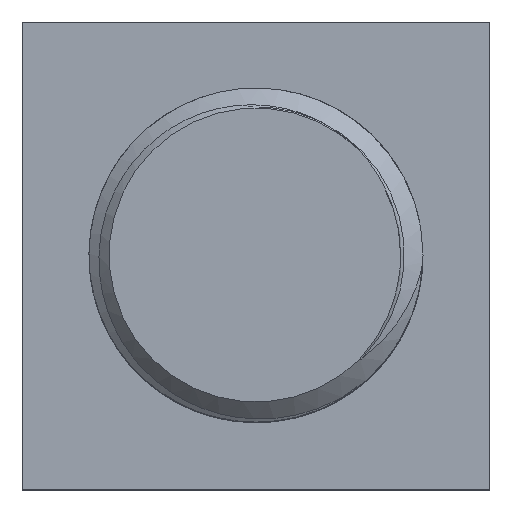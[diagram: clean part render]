
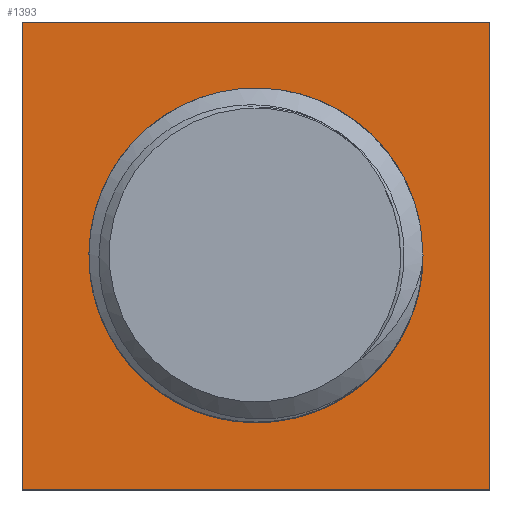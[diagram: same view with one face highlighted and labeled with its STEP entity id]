
A CAD part, top view. The second image highlights one B-rep face of the part: STEP entity #1393.
In plain terms, the highlighted planar face has unit normal (0, 0, 1).
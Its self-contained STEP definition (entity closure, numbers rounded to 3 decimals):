
#32=FACE_BOUND('',#211,.T.);
#38=PLANE('',#1493);
#117=FACE_OUTER_BOUND('',#210,.T.);
#210=EDGE_LOOP('',(#1066,#1067,#1068,#1069));
#211=EDGE_LOOP('',(#1070,#1071,#1072,#1073,#1074));
#280=CIRCLE('',#1486,2.5);
#304=B_SPLINE_CURVE_WITH_KNOTS('',3,(#2743,#2744,#2745,#2746,#2747,#2748,
#2749,#2750,#2751,#2752,#2753,#2754,#2755,#2756),.UNSPECIFIED.,.F.,.F.,
(4,2,2,2,2,2,4),(0.,0.074,0.16,0.284,
0.442,0.563,0.681),.UNSPECIFIED.);
#305=B_SPLINE_CURVE_WITH_KNOTS('',3,(#2758,#2759,#2760,#2761,#2762,#2763,
#2764,#2765,#2766,#2767),.UNSPECIFIED.,.F.,.F.,(4,2,2,2,4),(0.,
0.054,0.104,0.161,0.207),
 .UNSPECIFIED.);
#306=B_SPLINE_CURVE_WITH_KNOTS('',3,(#2769,#2770,#2771,#2772,#2773,#2774,
#2775,#2776,#2777,#2778),.UNSPECIFIED.,.F.,.F.,(4,2,2,2,4),(0.,0.047,
0.104,0.154,0.209),.UNSPECIFIED.);
#307=B_SPLINE_CURVE_WITH_KNOTS('',3,(#2779,#2780,#2781,#2782,#2783,#2784,
#2785,#2786,#2787,#2788,#2789,#2790,#2791,#2792),.UNSPECIFIED.,.F.,.F.,
(4,2,2,2,2,2,4),(0.,0.058,0.116,0.193,
0.253,0.294,0.33),.UNSPECIFIED.);
#365=LINE('',#2729,#527);
#368=LINE('',#2734,#530);
#370=LINE('',#2738,#532);
#371=LINE('',#2740,#533);
#527=VECTOR('',#1641,1000.);
#530=VECTOR('',#1646,1000.);
#532=VECTOR('',#1650,1000.);
#533=VECTOR('',#1653,1000.);
#660=VERTEX_POINT('',#2528);
#661=VERTEX_POINT('',#2547);
#702=VERTEX_POINT('',#2726);
#703=VERTEX_POINT('',#2728);
#704=VERTEX_POINT('',#2732);
#705=VERTEX_POINT('',#2736);
#706=VERTEX_POINT('',#2742);
#707=VERTEX_POINT('',#2757);
#708=VERTEX_POINT('',#2768);
#796=EDGE_CURVE('',#660,#661,#280,.T.);
#841=EDGE_CURVE('',#703,#702,#365,.T.);
#844=EDGE_CURVE('',#702,#704,#368,.T.);
#846=EDGE_CURVE('',#704,#705,#370,.T.);
#847=EDGE_CURVE('',#705,#703,#371,.T.);
#848=EDGE_CURVE('',#706,#660,#304,.T.);
#849=EDGE_CURVE('',#707,#706,#305,.T.);
#850=EDGE_CURVE('',#708,#707,#306,.T.);
#851=EDGE_CURVE('',#661,#708,#307,.T.);
#1066=ORIENTED_EDGE('',*,*,#841,.T.);
#1067=ORIENTED_EDGE('',*,*,#844,.T.);
#1068=ORIENTED_EDGE('',*,*,#846,.T.);
#1069=ORIENTED_EDGE('',*,*,#847,.T.);
#1070=ORIENTED_EDGE('',*,*,#796,.F.);
#1071=ORIENTED_EDGE('',*,*,#848,.F.);
#1072=ORIENTED_EDGE('',*,*,#849,.F.);
#1073=ORIENTED_EDGE('',*,*,#850,.F.);
#1074=ORIENTED_EDGE('',*,*,#851,.F.);
#1393=ADVANCED_FACE('',(#117,#32),#38,.T.);
#1486=AXIS2_PLACEMENT_3D('',#2548,#1592,#1593);
#1493=AXIS2_PLACEMENT_3D('',#2741,#1654,#1655);
#1592=DIRECTION('center_axis',(0.,0.,1.));
#1593=DIRECTION('ref_axis',(1.,0.,0.));
#1641=DIRECTION('',(0.,-1.,0.));
#1646=DIRECTION('',(1.,0.,0.));
#1650=DIRECTION('',(0.,1.,0.));
#1653=DIRECTION('',(-1.,0.,0.));
#1654=DIRECTION('center_axis',(0.,0.,1.));
#1655=DIRECTION('ref_axis',(1.,0.,0.));
#2528=CARTESIAN_POINT('',(-2.288,1.007,3.5));
#2547=CARTESIAN_POINT('',(-2.288,-1.007,3.5));
#2548=CARTESIAN_POINT('Origin',(0.,0.,3.5));
#2726=CARTESIAN_POINT('',(-3.5,-3.5,3.5));
#2728=CARTESIAN_POINT('',(-3.5,3.5,3.5));
#2729=CARTESIAN_POINT('',(-3.5,3.5,3.5));
#2732=CARTESIAN_POINT('',(3.5,-3.5,3.5));
#2734=CARTESIAN_POINT('',(-3.5,-3.5,3.5));
#2736=CARTESIAN_POINT('',(3.5,3.5,3.5));
#2738=CARTESIAN_POINT('',(3.5,-3.5,3.5));
#2740=CARTESIAN_POINT('',(3.5,3.5,3.5));
#2741=CARTESIAN_POINT('Origin',(0.,0.,3.5));
#2742=CARTESIAN_POINT('',(1.293,1.805,3.5));
#2743=CARTESIAN_POINT('Ctrl Pts',(1.293,1.805,3.5));
#2744=CARTESIAN_POINT('Ctrl Pts',(1.101,1.963,3.5));
#2745=CARTESIAN_POINT('Ctrl Pts',(0.908,2.066,3.5));
#2746=CARTESIAN_POINT('Ctrl Pts',(0.565,2.214,3.5));
#2747=CARTESIAN_POINT('Ctrl Pts',(0.371,2.269,3.5));
#2748=CARTESIAN_POINT('Ctrl Pts',(-0.112,2.34,3.5));
#2749=CARTESIAN_POINT('Ctrl Pts',(-0.402,2.328,3.5));
#2750=CARTESIAN_POINT('Ctrl Pts',(-1.044,2.181,3.5));
#2751=CARTESIAN_POINT('Ctrl Pts',(-1.328,2.025,3.5));
#2752=CARTESIAN_POINT('Ctrl Pts',(-1.694,1.761,3.5));
#2753=CARTESIAN_POINT('Ctrl Pts',(-1.838,1.63,3.5));
#2754=CARTESIAN_POINT('Ctrl Pts',(-2.091,1.337,3.5));
#2755=CARTESIAN_POINT('Ctrl Pts',(-2.2,1.177,3.5));
#2756=CARTESIAN_POINT('Ctrl Pts',(-2.288,1.007,3.5));
#2757=CARTESIAN_POINT('',(2.165,0.,3.5));
#2758=CARTESIAN_POINT('Ctrl Pts',(2.165,0.,
3.5));
#2759=CARTESIAN_POINT('Ctrl Pts',(2.165,0.18,3.5));
#2760=CARTESIAN_POINT('Ctrl Pts',(2.143,0.36,3.5));
#2761=CARTESIAN_POINT('Ctrl Pts',(2.061,0.696,3.5));
#2762=CARTESIAN_POINT('Ctrl Pts',(2.005,0.853,3.5));
#2763=CARTESIAN_POINT('Ctrl Pts',(1.849,1.172,3.5));
#2764=CARTESIAN_POINT('Ctrl Pts',(1.745,1.331,3.5));
#2765=CARTESIAN_POINT('Ctrl Pts',(1.524,1.596,3.5));
#2766=CARTESIAN_POINT('Ctrl Pts',(1.414,1.705,3.5));
#2767=CARTESIAN_POINT('Ctrl Pts',(1.293,1.805,3.5));
#2768=CARTESIAN_POINT('',(1.293,-1.805,3.5));
#2769=CARTESIAN_POINT('Ctrl Pts',(1.293,-1.805,3.5));
#2770=CARTESIAN_POINT('Ctrl Pts',(1.414,-1.705,3.5));
#2771=CARTESIAN_POINT('Ctrl Pts',(1.524,-1.596,3.5));
#2772=CARTESIAN_POINT('Ctrl Pts',(1.745,-1.331,3.5));
#2773=CARTESIAN_POINT('Ctrl Pts',(1.849,-1.172,3.5));
#2774=CARTESIAN_POINT('Ctrl Pts',(2.005,-0.852,3.5));
#2775=CARTESIAN_POINT('Ctrl Pts',(2.061,-0.696,3.5));
#2776=CARTESIAN_POINT('Ctrl Pts',(2.143,-0.36,3.5));
#2777=CARTESIAN_POINT('Ctrl Pts',(2.165,-0.18,3.5));
#2778=CARTESIAN_POINT('Ctrl Pts',(2.165,0.,
3.5));
#2779=CARTESIAN_POINT('Ctrl Pts',(-2.288,-1.007,3.5));
#2780=CARTESIAN_POINT('Ctrl Pts',(-2.2,-1.177,3.5));
#2781=CARTESIAN_POINT('Ctrl Pts',(-2.092,-1.336,3.5));
#2782=CARTESIAN_POINT('Ctrl Pts',(-1.839,-1.628,3.5));
#2783=CARTESIAN_POINT('Ctrl Pts',(-1.696,-1.76,3.5));
#2784=CARTESIAN_POINT('Ctrl Pts',(-1.33,-2.023,3.5));
#2785=CARTESIAN_POINT('Ctrl Pts',(-1.046,-2.18,3.5));
#2786=CARTESIAN_POINT('Ctrl Pts',(-0.405,-2.328,
3.5));
#2787=CARTESIAN_POINT('Ctrl Pts',(-0.114,-2.34,3.5));
#2788=CARTESIAN_POINT('Ctrl Pts',(0.369,-2.269,3.5));
#2789=CARTESIAN_POINT('Ctrl Pts',(0.563,-2.214,3.5));
#2790=CARTESIAN_POINT('Ctrl Pts',(0.908,-2.067,3.5));
#2791=CARTESIAN_POINT('Ctrl Pts',(1.101,-1.963,3.5));
#2792=CARTESIAN_POINT('Ctrl Pts',(1.293,-1.805,3.5));
